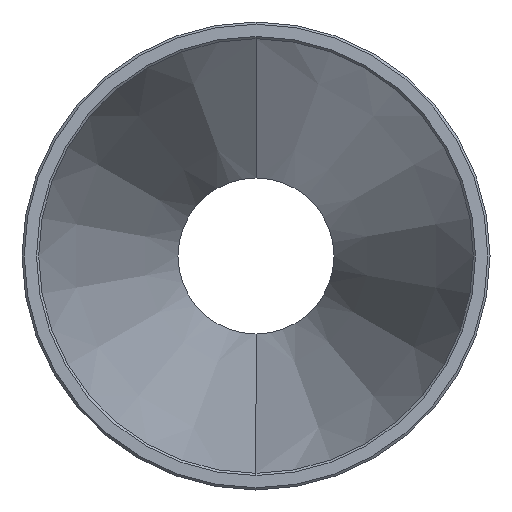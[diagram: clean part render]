
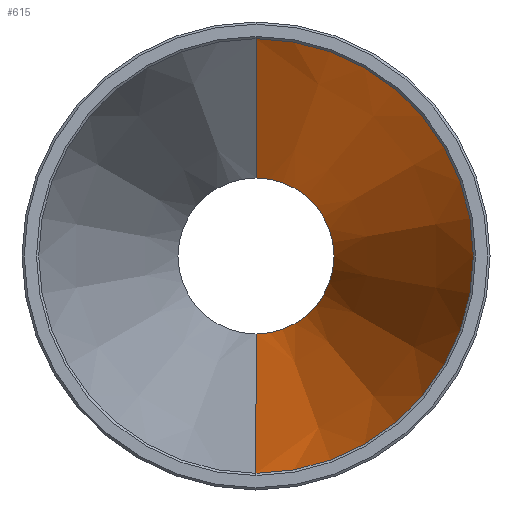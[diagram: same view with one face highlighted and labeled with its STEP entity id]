
A CAD part, left-side view. The second image highlights one B-rep face of the part: STEP entity #615.
In plain terms, the highlighted conical face has half-angle 15 degrees and reference radius 19.5 mm.
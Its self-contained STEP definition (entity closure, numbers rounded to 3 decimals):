
#41 = EDGE_LOOP ( 'NONE', ( #2167, #390, #74, #1861 ) ) ;
#72 = VERTEX_POINT ( 'NONE', #640 ) ;
#74 = ORIENTED_EDGE ( 'NONE', *, *, #2103, .T. ) ;
#185 = CARTESIAN_POINT ( 'NONE',  ( 5.5, 0., -19.5 ) ) ;
#215 = VECTOR ( 'NONE', #762, 1000. ) ;
#390 = ORIENTED_EDGE ( 'NONE', *, *, #1342, .T. ) ;
#451 = EDGE_CURVE ( 'NONE', #1856, #2366, #1334, .T. ) ;
#472 = CARTESIAN_POINT ( 'NONE',  ( 52.151, 0., 7. ) ) ;
#475 = AXIS2_PLACEMENT_3D ( 'NONE', #1875, #1332, #932 ) ;
#571 = EDGE_CURVE ( 'NONE', #2293, #1856, #1889, .T. ) ;
#615 = ADVANCED_FACE ( 'NONE', ( #1947 ), #642, .F. ) ;
#640 = CARTESIAN_POINT ( 'NONE',  ( 5.5, 0., -19.5 ) ) ;
#642 = CONICAL_SURFACE ( 'NONE', #1015, 19.5, 0.262 ) ;
#686 = CARTESIAN_POINT ( 'NONE',  ( 5.5, 0., 19.5 ) ) ;
#704 = VECTOR ( 'NONE', #2384, 1000. ) ;
#719 = DIRECTION ( 'NONE',  ( 0., 0., 1. ) ) ;
#725 = DIRECTION ( 'NONE',  ( 0., 0., 1. ) ) ;
#762 = DIRECTION ( 'NONE',  ( -0.966, 0., -0.259 ) ) ;
#886 = LINE ( 'NONE', #185, #215 ) ;
#932 = DIRECTION ( 'NONE',  ( 0., 0., 1. ) ) ;
#1015 = AXIS2_PLACEMENT_3D ( 'NONE', #1328, #1679, #719 ) ;
#1018 = CARTESIAN_POINT ( 'NONE',  ( 5.5, 0., 19.5 ) ) ;
#1145 = AXIS2_PLACEMENT_3D ( 'NONE', #1516, #2434, #725 ) ;
#1328 = CARTESIAN_POINT ( 'NONE',  ( 5.5, 0., 0. ) ) ;
#1332 = DIRECTION ( 'NONE',  ( -1., 0., 0. ) ) ;
#1334 = LINE ( 'NONE', #686, #704 ) ;
#1342 = EDGE_CURVE ( 'NONE', #2293, #72, #886, .T. ) ;
#1516 = CARTESIAN_POINT ( 'NONE',  ( 52.151, 0., 0. ) ) ;
#1523 = CARTESIAN_POINT ( 'NONE',  ( 52.151, 0., -7. ) ) ;
#1679 = DIRECTION ( 'NONE',  ( -1., 0., 0. ) ) ;
#1856 = VERTEX_POINT ( 'NONE', #472 ) ;
#1861 = ORIENTED_EDGE ( 'NONE', *, *, #451, .F. ) ;
#1875 = CARTESIAN_POINT ( 'NONE',  ( 5.5, 0., 0. ) ) ;
#1889 = CIRCLE ( 'NONE', #1145, 7. ) ;
#1947 = FACE_OUTER_BOUND ( 'NONE', #41, .T. ) ;
#2053 = CIRCLE ( 'NONE', #475, 19.5 ) ;
#2103 = EDGE_CURVE ( 'NONE', #72, #2366, #2053, .T. ) ;
#2167 = ORIENTED_EDGE ( 'NONE', *, *, #571, .F. ) ;
#2293 = VERTEX_POINT ( 'NONE', #1523 ) ;
#2366 = VERTEX_POINT ( 'NONE', #1018 ) ;
#2384 = DIRECTION ( 'NONE',  ( -0.966, 0., 0.259 ) ) ;
#2434 = DIRECTION ( 'NONE',  ( -1., 0., 0. ) ) ;
